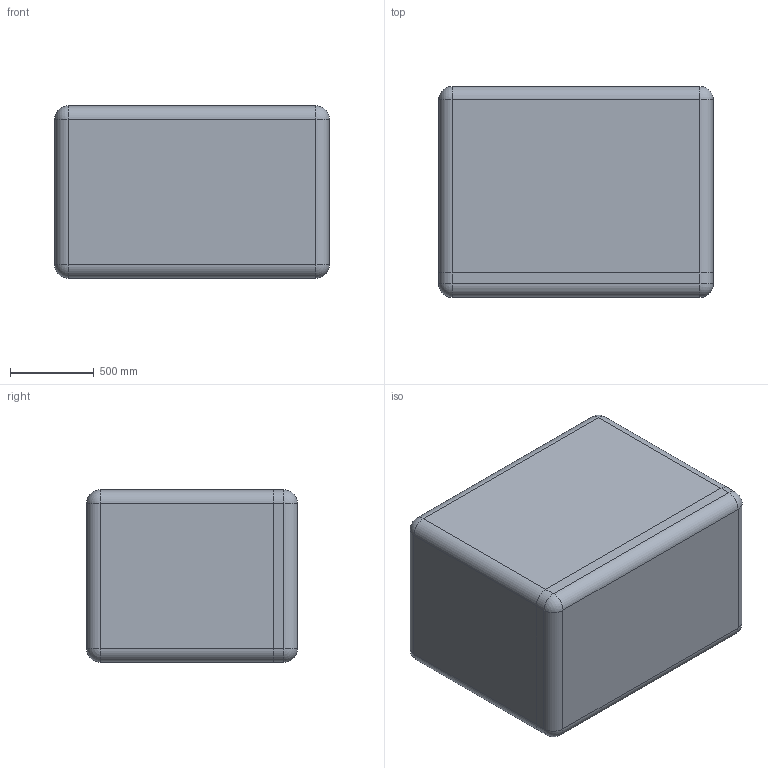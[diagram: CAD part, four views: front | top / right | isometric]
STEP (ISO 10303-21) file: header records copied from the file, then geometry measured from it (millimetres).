
FILE_DESCRIPTION (( 'STEP AP214' ), '1' );
FILE_NAME ('06-H.01.Z.275A.STEP', '2023-09-22T10:48:14', ( '' ), ( '' ), 'SwSTEP 2.0', 'SolidWorks 2021', '' );
FILE_SCHEMA (( 'AUTOMOTIVE_DESIGN' ));
Length unit declared in the file: millimetre
Products named in the file (3): 06-H.01.Z.275A; TOP_275(óïð); BASE_275(óïð)
Assembly tree (2 placements, depth 2):
  06-H.01.Z.275A
    BASE_275(óïð)
    TOP_275(óïð)
Bounding box: 1635.75 x 1256.17 x 1026.15 mm (x, y, z)
Volume: 602311459.6 mm3; surface area: 20773300.5 mm2
Topology: 2 solids, 2 shells, 3563 faces, 8739 edges, 5092 vertices
Faces by surface type: cylinder 1361, bspline 1026, plane 752, torus 352, sphere 72
Entity records: 180284 total; most frequent: CARTESIAN_POINT 104392, ORIENTED_EDGE 17286, DIRECTION 14585, EDGE_CURVE 8643, AXIS2_PLACEMENT_3D 5666, VERTEX_POINT 5092, EDGE_LOOP 3587, ADVANCED_FACE 3563
